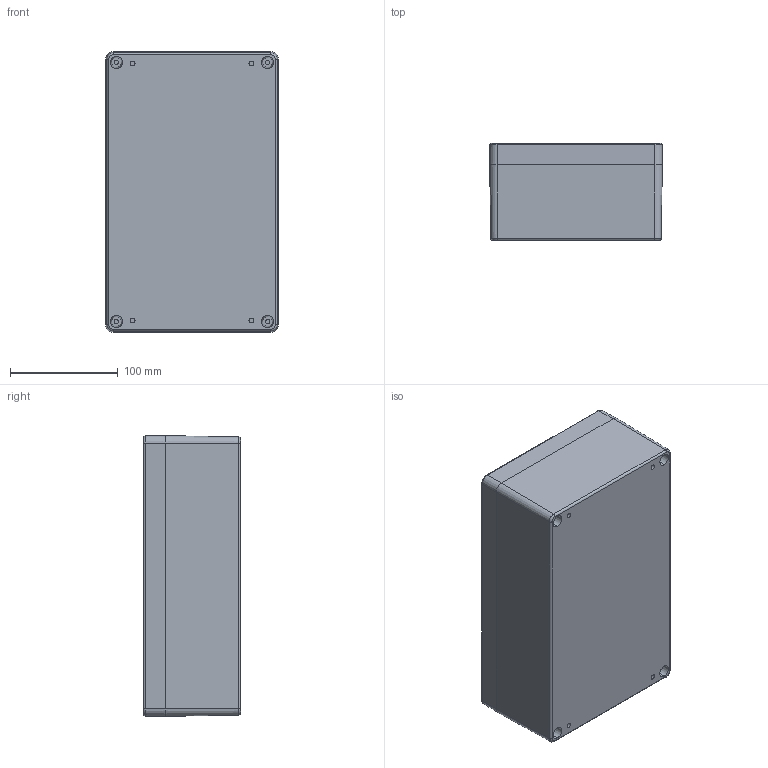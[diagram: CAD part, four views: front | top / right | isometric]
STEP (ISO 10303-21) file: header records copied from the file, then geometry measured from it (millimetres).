
FILE_DESCRIPTION (( 'STEP AP203' ), '1' );
FILE_NAME ('AN-23P-01.step', '2016-12-27T20:39:26', ( '' ), ( '' ), 'SwSTEP 2.0', 'SolidWorks 2016', '' );
FILE_SCHEMA (( 'CONFIG_CONTROL_DESIGN' ));
Length unit declared in the file: inch
Products named in the file (6): GASKET-123-01; AN-23P-01; cross recessed countersunk head screw_jis_JIS 1111 Cross recessed countersunk head screw - M4 x 32 - Z --24CSST; AN-23B_AN-23BP-01; SCREWS-036-4; AN-23C_AN-23C-01
Assembly tree (8 placements, depth 3):
  AN-23P-01
    AN-23B_AN-23BP-01
    AN-23C_AN-23C-01
    SCREWS-036-4
      cross recessed countersunk head screw_jis_JIS 1111 Cross recessed countersunk head screw - M4 x 32 - Z --24CSST  x4
    GASKET-123-01
Bounding box: 160 x 90 x 260 mm (x, y, z)
Volume: 565411.2 mm3; surface area: 340700.4 mm2
Topology: 7 solids, 7 shells, 771 faces, 1827 edges, 1074 vertices
Faces by surface type: cylinder 265, plane 214, cone 128, torus 122, bspline 26, sphere 16
Entity records: 20746 total; most frequent: CARTESIAN_POINT 4189, DIRECTION 3647, ORIENTED_EDGE 3162, EDGE_CURVE 1581, AXIS2_PLACEMENT_3D 1469, VERTEX_POINT 939, CIRCLE 808, EDGE_LOOP 726
